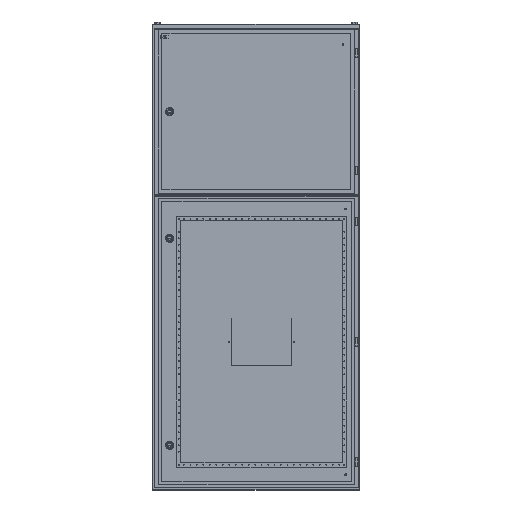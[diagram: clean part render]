
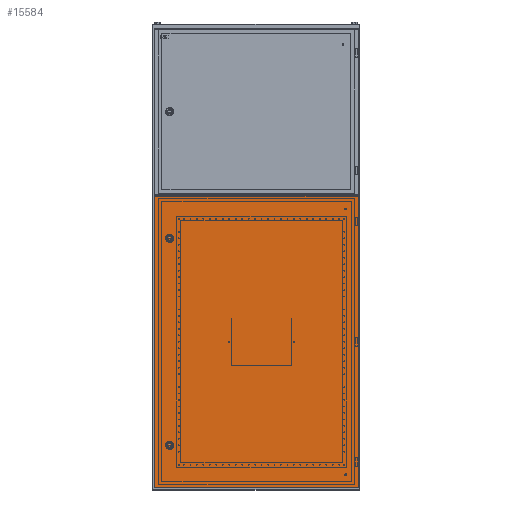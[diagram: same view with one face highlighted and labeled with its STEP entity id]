
A CAD part, top view. The second image highlights one B-rep face of the part: STEP entity #15584.
In plain terms, the highlighted planar face has unit normal (0, 0, 1).
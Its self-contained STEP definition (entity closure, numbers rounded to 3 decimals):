
#480 = CIRCLE ( 'NONE', #77219, 1.5 ) ;
#2905 = DIRECTION ( 'NONE',  ( 0., 0., 1. ) ) ;
#3751 = AXIS2_PLACEMENT_3D ( 'NONE', #89863, #2905, #55090 ) ;
#3974 = EDGE_CURVE ( 'NONE', #22803, #56470, #107510, .T. ) ;
#6649 = CARTESIAN_POINT ( 'NONE',  ( 0., -563.5, 0. ) ) ;
#8259 = LINE ( 'NONE', #68130, #104314 ) ;
#10304 = CIRCLE ( 'NONE', #51399, 1.5 ) ;
#11344 = ORIENTED_EDGE ( 'NONE', *, *, #13797, .T. ) ;
#13355 = AXIS2_PLACEMENT_3D ( 'NONE', #65157, #58006, #13396 ) ;
#13396 = DIRECTION ( 'NONE',  ( 1., 0., 0. ) ) ;
#13603 = EDGE_CURVE ( 'NONE', #104172, #69774, #8259, .T. ) ;
#13797 = EDGE_CURVE ( 'NONE', #101029, #104172, #46156, .T. ) ;
#15248 = EDGE_CURVE ( 'NONE', #69774, #71089, #49838, .T. ) ;
#15584 = ADVANCED_FACE ( 'NONE', ( #73074, #97727, #25964 ), #40279, .T. ) ;
#19873 = CARTESIAN_POINT ( 'NONE',  ( 58.5, 400., 0. ) ) ;
#22803 = VERTEX_POINT ( 'NONE', #92904 ) ;
#25919 = DIRECTION ( 'NONE',  ( 1., 0., 0. ) ) ;
#25964 = FACE_OUTER_BOUND ( 'NONE', #64803, .T. ) ;
#28058 = CARTESIAN_POINT ( 'NONE',  ( 790.5, -563.5, 0. ) ) ;
#28074 = DIRECTION ( 'NONE',  ( 0., 1., 0. ) ) ;
#28401 = DIRECTION ( 'NONE',  ( 0., 0., 1. ) ) ;
#29002 = CARTESIAN_POINT ( 'NONE',  ( 0., -563.5, 0. ) ) ;
#29698 = VERTEX_POINT ( 'NONE', #19873 ) ;
#33299 = EDGE_CURVE ( 'NONE', #29698, #61269, #10304, .T. ) ;
#33443 = CARTESIAN_POINT ( 'NONE',  ( 0., 563.5, 0. ) ) ;
#33779 = DIRECTION ( 'NONE',  ( -1., 0., 0. ) ) ;
#36016 = ORIENTED_EDGE ( 'NONE', *, *, #56661, .F. ) ;
#36195 = DIRECTION ( 'NONE',  ( 0., 0., 1. ) ) ;
#36627 = EDGE_CURVE ( 'NONE', #61269, #29698, #43606, .T. ) ;
#40279 = PLANE ( 'NONE',  #13355 ) ;
#40417 = ORIENTED_EDGE ( 'NONE', *, *, #55382, .T. ) ;
#40799 = CARTESIAN_POINT ( 'NONE',  ( 58.5, -400., 0. ) ) ;
#43606 = CIRCLE ( 'NONE', #81330, 1.5 ) ;
#43920 = CARTESIAN_POINT ( 'NONE',  ( 61.5, 400., 0. ) ) ;
#46156 = LINE ( 'NONE', #90054, #98836 ) ;
#47355 = EDGE_LOOP ( 'NONE', ( #101727, #94817 ) ) ;
#49165 = CARTESIAN_POINT ( 'NONE',  ( 790.5, 563.5, 0. ) ) ;
#49838 = LINE ( 'NONE', #85738, #98525 ) ;
#51399 = AXIS2_PLACEMENT_3D ( 'NONE', #86358, #51532, #95378 ) ;
#51532 = DIRECTION ( 'NONE',  ( 0., 0., 1. ) ) ;
#55090 = DIRECTION ( 'NONE',  ( -1., 0., 0. ) ) ;
#55382 = EDGE_CURVE ( 'NONE', #71089, #101029, #106396, .T. ) ;
#56470 = VERTEX_POINT ( 'NONE', #40799 ) ;
#56661 = EDGE_CURVE ( 'NONE', #56470, #22803, #480, .T. ) ;
#58006 = DIRECTION ( 'NONE',  ( 0., 0., 1. ) ) ;
#59512 = ORIENTED_EDGE ( 'NONE', *, *, #15248, .T. ) ;
#59882 = ORIENTED_EDGE ( 'NONE', *, *, #3974, .F. ) ;
#61269 = VERTEX_POINT ( 'NONE', #43920 ) ;
#64803 = EDGE_LOOP ( 'NONE', ( #59512, #40417, #11344, #100284 ) ) ;
#65157 = CARTESIAN_POINT ( 'NONE',  ( 0., 0., 0. ) ) ;
#68130 = CARTESIAN_POINT ( 'NONE',  ( 0., 563.5, 0. ) ) ;
#69774 = VERTEX_POINT ( 'NONE', #33443 ) ;
#70562 = DIRECTION ( 'NONE',  ( -1., 0., 0. ) ) ;
#71089 = VERTEX_POINT ( 'NONE', #29002 ) ;
#73074 = FACE_BOUND ( 'NONE', #110782, .T. ) ;
#77219 = AXIS2_PLACEMENT_3D ( 'NONE', #97035, #36195, #70562 ) ;
#79059 = CARTESIAN_POINT ( 'NONE',  ( 60., 400., 0. ) ) ;
#81330 = AXIS2_PLACEMENT_3D ( 'NONE', #79059, #28401, #96831 ) ;
#85738 = CARTESIAN_POINT ( 'NONE',  ( 0., 563.5, 0. ) ) ;
#86358 = CARTESIAN_POINT ( 'NONE',  ( 60., 400., 0. ) ) ;
#89863 = CARTESIAN_POINT ( 'NONE',  ( 60., -400., 0. ) ) ;
#90054 = CARTESIAN_POINT ( 'NONE',  ( 790.5, 563.5, 0. ) ) ;
#90100 = VECTOR ( 'NONE', #25919, 1000. ) ;
#92904 = CARTESIAN_POINT ( 'NONE',  ( 61.5, -400., 0. ) ) ;
#94435 = DIRECTION ( 'NONE',  ( 0., -1., 0. ) ) ;
#94817 = ORIENTED_EDGE ( 'NONE', *, *, #33299, .F. ) ;
#95378 = DIRECTION ( 'NONE',  ( 1., 0., 0. ) ) ;
#96831 = DIRECTION ( 'NONE',  ( 1., 0., 0. ) ) ;
#97035 = CARTESIAN_POINT ( 'NONE',  ( 60., -400., 0. ) ) ;
#97727 = FACE_BOUND ( 'NONE', #47355, .T. ) ;
#98525 = VECTOR ( 'NONE', #94435, 1000. ) ;
#98836 = VECTOR ( 'NONE', #28074, 1000. ) ;
#100284 = ORIENTED_EDGE ( 'NONE', *, *, #13603, .T. ) ;
#101029 = VERTEX_POINT ( 'NONE', #28058 ) ;
#101727 = ORIENTED_EDGE ( 'NONE', *, *, #36627, .F. ) ;
#104172 = VERTEX_POINT ( 'NONE', #49165 ) ;
#104314 = VECTOR ( 'NONE', #33779, 1000. ) ;
#106396 = LINE ( 'NONE', #6649, #90100 ) ;
#107510 = CIRCLE ( 'NONE', #3751, 1.5 ) ;
#110782 = EDGE_LOOP ( 'NONE', ( #59882, #36016 ) ) ;
